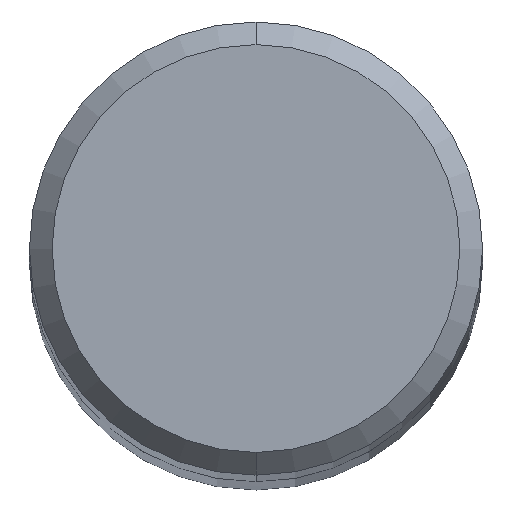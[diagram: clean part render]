
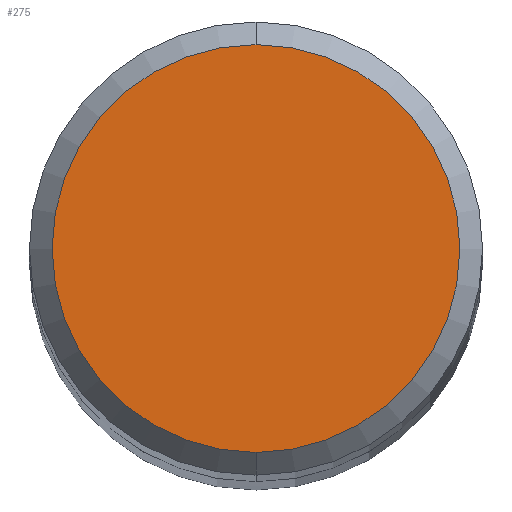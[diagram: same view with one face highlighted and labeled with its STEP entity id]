
A CAD part, top view. The second image highlights one B-rep face of the part: STEP entity #275.
In plain terms, the highlighted planar face has unit normal (0, 0, 1).
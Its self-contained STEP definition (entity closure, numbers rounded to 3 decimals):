
#259=EDGE_CURVE('',#369,#393,#544,.T.);
#275=ADVANCED_FACE('',(#562),#563,.T.);
#283=EDGE_CURVE('',#393,#369,#571,.T.);
#369=VERTEX_POINT('',#667);
#393=VERTEX_POINT('',#692);
#544=CIRCLE('',#978,4.5);
#562=FACE_OUTER_BOUND('',#1002,.T.);
#563=PLANE('',#1003);
#571=CIRCLE('',#1012,4.5);
#667=CARTESIAN_POINT('',(0.,-4.5,0.0));
#692=CARTESIAN_POINT('',(0.0,4.5,0.0));
#978=AXIS2_PLACEMENT_3D('',#1464,#1465,#1466);
#1002=EDGE_LOOP('',(#1487,#1488));
#1003=AXIS2_PLACEMENT_3D('',#1489,#1490,#1491);
#1012=AXIS2_PLACEMENT_3D('',#1492,#1493,#1494);
#1464=CARTESIAN_POINT('',(0.0,0.0,0.0));
#1465=DIRECTION('',(0.0,0.0,-1.0));
#1466=DIRECTION('',(0.0,1.0,0.0));
#1487=ORIENTED_EDGE('',*,*,#283,.F.);
#1488=ORIENTED_EDGE('',*,*,#259,.F.);
#1489=CARTESIAN_POINT('',(0.0,2.25,0.0));
#1490=DIRECTION('',(-0.0,0.0,1.0));
#1491=DIRECTION('',(0.0,-1.0,0.0));
#1492=CARTESIAN_POINT('',(0.0,0.0,0.0));
#1493=DIRECTION('',(0.0,0.0,-1.0));
#1494=DIRECTION('',(0.0,1.0,0.0));
